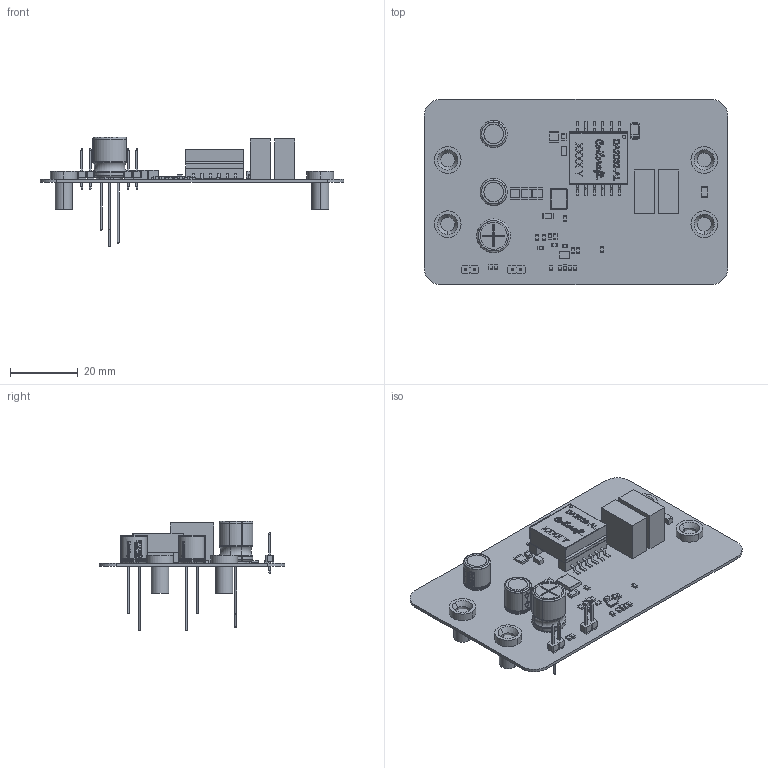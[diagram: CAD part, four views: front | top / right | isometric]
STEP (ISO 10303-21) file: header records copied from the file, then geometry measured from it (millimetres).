
FILE_DESCRIPTION(('Open CASCADE Model'),'2;1');
FILE_NAME('Open CASCADE Shape Model','2020-04-05T18:04:59',('Author'),( 'Open CASCADE'),'Open CASCADE STEP processor 6.8','Open CASCADE 6.8' ,'Unknown');
FILE_SCHEMA(('AUTOMOTIVE_DESIGN { 1 0 10303 214 1 1 1 1 }'));
Length unit declared in the file: millimetre
Products named in the file (113): PCB; Board; J6; 901200762; Open CASCADE STEP translator 6.8 1.2.1.1; Open CASCADE STEP translator 6.8 1.2.1.2; R14; 6012860736; Extruded; 6012860544; U1; DSS0012C; BODY-SON_AF0; FRAME-DSS0012C_AF0; Open CASCADE STEP translator 6.8 1.4.1.2.1; Open CASCADE STEP translator 6.8 1.4.1.2.2; Open CASCADE STEP translator 6.8 1.4.1.2.3; Open CASCADE STEP translator 6.8 1.4.1.2.4; Open CASCADE STEP translator 6.8 1.4.1.2.5; Open CASCADE STEP translator 6.8 1.4.1.2.6; Open CASCADE STEP translator 6.8 1.4.1.2.7; Open CASCADE STEP translator 6.8 1.4.1.2.8; Open CASCADE STEP translator 6.8 1.4.1.2.9; Open CASCADE STEP translator 6.8 1.4.1.2.10; Open CASCADE STEP translator 6.8 1.4.1.2.11; Open CASCADE STEP translator 6.8 1.4.1.2.12; Open CASCADE STEP translator 6.8 1.4.1.2.13; PIN1-ID; T1; Coilcraft-DA2032-AL; R13; R12; R11; 6217697792; 6217697600; R10; 6012859968; 6012859776; R9; R8 ...
Assembly tree (176 placements, depth 5):
  PCB
    Board
    J6
      901200762
        Open CASCADE STEP translator 6.8 1.2.1.1
        Open CASCADE STEP translator 6.8 1.2.1.2
    R14
      6012860736  x2
        Extruded
      6012860544
        Extruded
    U1
      DSS0012C
        BODY-SON_AF0
        FRAME-DSS0012C_AF0
          Open CASCADE STEP translator 6.8 1.4.1.2.1
          Open CASCADE STEP translator 6.8 1.4.1.2.2
          Open CASCADE STEP translator 6.8 1.4.1.2.3
          Open CASCADE STEP translator 6.8 1.4.1.2.4
          Open CASCADE STEP translator 6.8 1.4.1.2.5
          Open CASCADE STEP translator 6.8 1.4.1.2.6
          Open CASCADE STEP translator 6.8 1.4.1.2.7
          Open CASCADE STEP translator 6.8 1.4.1.2.8
          Open CASCADE STEP translator 6.8 1.4.1.2.9
          Open CASCADE STEP translator 6.8 1.4.1.2.10
          Open CASCADE STEP translator 6.8 1.4.1.2.11
          Open CASCADE STEP translator 6.8 1.4.1.2.12
          Open CASCADE STEP translator 6.8 1.4.1.2.13
        PIN1-ID
    T1
      Coilcraft-DA2032-AL
    R13
      6012860736  x2
        Extruded
      6012860544
        Extruded
    R12
      6012860736  x2
        Extruded
      6012860544
        Extruded
    R11
      6217697792  x2
        Extruded
      6217697600
        Extruded
    R10
      6012859968  x2
        Extruded
      6012859776
        Extruded
    R9
      6012860736  x2
        Extruded
      6012860544
        Extruded
    R8
      6012860736  x2
        Extruded
      6012860544
Bounding box: 90 x 55 x 32.4 mm (x, y, z)
Volume: 10779.6 mm3; surface area: 18757.7 mm2
Topology: 111 solids, 111 shells, 2312 faces, 5875 edges, 3989 vertices
Faces by surface type: plane 1667, cylinder 288, bspline 258, torus 81, sphere 10, cone 8
Full cylindrical faces by diameter (mm): 0.6 x6, 0.889 x2, 1.111 x2, 1.778 x2, 2 x2, 4.444 x2, 4.667 x2, 5.333 x2, 5.556 x2, 5.778 x4, 6.622 x2, 7.104 x2, 7.51 x2, 7.53 x2, 7.78 x4, 7.8 x4, 9.8 x2
Entity records: 58780 total; most frequent: CARTESIAN_POINT 18498, ORIENTED_EDGE 7230, DIRECTION 6234, EDGE_CURVE 3615, VERTEX_POINT 2486, LINE 2318, VECTOR 2318, AXIS2_PLACEMENT_3D 1958
